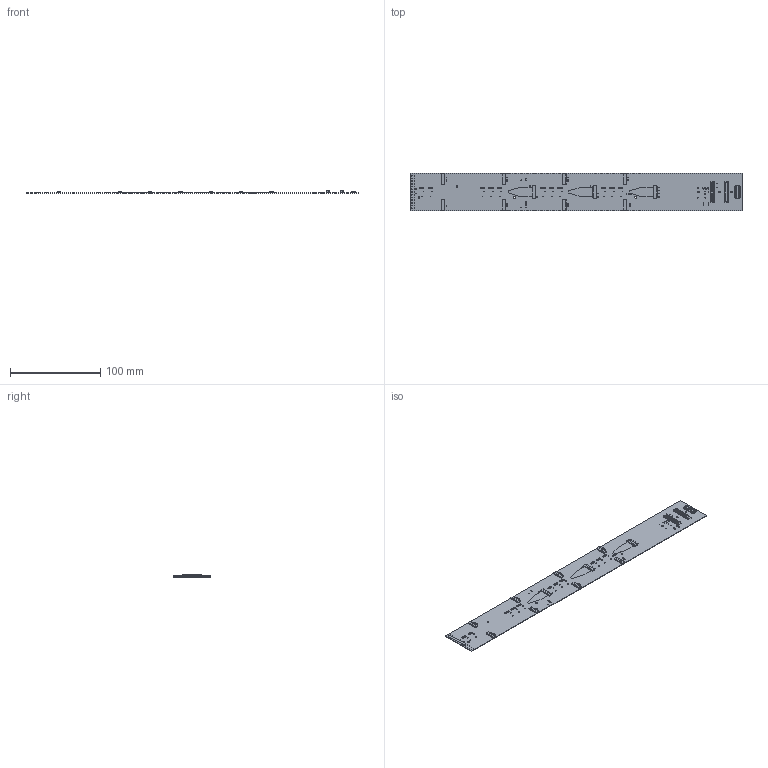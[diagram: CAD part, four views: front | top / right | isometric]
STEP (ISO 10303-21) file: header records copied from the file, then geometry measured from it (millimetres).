
FILE_DESCRIPTION(('Open CASCADE Model'),'2;1');
FILE_NAME('Open CASCADE Shape Model','2015-12-21T11:12:17',('Author'),( 'Open CASCADE'),'Open CASCADE STEP processor 6.5','Open CASCADE 6.5' ,'Unknown');
FILE_SCHEMA(('AUTOMOTIVE_DESIGN { 1 0 10303 214 1 1 1 1 }'));
Length unit declared in the file: millimetre
Products named in the file (145): PCB; BoardCB_L1&L2_S1_v1.3.1; C26CB_L1&L2_S1_v1.3.1; 0402-C; C65CB_L1&L2_S1_v1.3.1; C66CB_L1&L2_S1_v1.3.1; C56CB_L1&L2_S1_v1.3.1; C46CB_L1&L2_S1_v1.3.1; C51CB_L1&L2_S1_v1.3.1; C41CB_L1&L2_S1_v1.3.1; C45CB_L1&L2_S1_v1.3.1; C40CB_L1&L2_S1_v1.3.1; C55CB_L1&L2_S1_v1.3.1; C54CB_L1&L2_S1_v1.3.1; C50CB_L1&L2_S1_v1.3.1; C49CB_L1&L2_S1_v1.3.1; R50CB_L1&L2_S1_v1.3.1; 0402-R; R49CB_L1&L2_S1_v1.3.1; R46CB_L1&L2_S1_v1.3.1; R45CB_L1&L2_S1_v1.3.1; R48CB_L1&L2_S1_v1.3.1; R47CB_L1&L2_S1_v1.3.1; CON211CB_L1&L2_S1_v1.3.1; Molex_502598-3393-simplified; C12CB_L1&L2_S1_v1.3.1; C11CB_L1&L2_S1_v1.3.1; C10CB_L1&L2_S1_v1.3.1; C9CB_L1&L2_S1_v1.3.1; C8CB_L1&L2_S1_v1.3.1; C7CB_L1&L2_S1_v1.3.1; C6CB_L1&L2_S1_v1.3.1; C5CB_L1&L2_S1_v1.3.1; C4CB_L1&L2_S1_v1.3.1; C3CB_L1&L2_S1_v1.3.1; C2CB_L1&L2_S1_v1.3.1; C1CB_L1&L2_S1_v1.3.1; CON1CB_L1&L2_S1_v1.3.1; Molex_53748-0808-simplified; CON2CB_L1&L2_S1_v1.3.1 ...
Assembly tree (270 placements, depth 4):
  PCB
    BoardCB_L1&L2_S1_v1.3.1
    C26CB_L1&L2_S1_v1.3.1
      0402-C
    C65CB_L1&L2_S1_v1.3.1
      0402-C
    C66CB_L1&L2_S1_v1.3.1
      0402-C
    C56CB_L1&L2_S1_v1.3.1
      0402-C
    C46CB_L1&L2_S1_v1.3.1
      0402-C
    C51CB_L1&L2_S1_v1.3.1
      0402-C
    C41CB_L1&L2_S1_v1.3.1
      0402-C
    C45CB_L1&L2_S1_v1.3.1
      0402-C
    C40CB_L1&L2_S1_v1.3.1
      0402-C
    C55CB_L1&L2_S1_v1.3.1
      0402-C
    C54CB_L1&L2_S1_v1.3.1
      0402-C
    C50CB_L1&L2_S1_v1.3.1
      0402-C
    C49CB_L1&L2_S1_v1.3.1
      0402-C
    R50CB_L1&L2_S1_v1.3.1
      0402-R
    R49CB_L1&L2_S1_v1.3.1
      0402-R
    R46CB_L1&L2_S1_v1.3.1
      0402-R
    R45CB_L1&L2_S1_v1.3.1
      0402-R
    R48CB_L1&L2_S1_v1.3.1
      0402-R
    R47CB_L1&L2_S1_v1.3.1
      0402-R
    CON211CB_L1&L2_S1_v1.3.1
      Molex_502598-3393-simplified
    C12CB_L1&L2_S1_v1.3.1
      0402-C
    C11CB_L1&L2_S1_v1.3.1
      0402-C
    C10CB_L1&L2_S1_v1.3.1
      0402-C
    C9CB_L1&L2_S1_v1.3.1
      0402-C
    C8CB_L1&L2_S1_v1.3.1
      0402-C
    C7CB_L1&L2_S1_v1.3.1
      0402-C
    C6CB_L1&L2_S1_v1.3.1
      0402-C
    C5CB_L1&L2_S1_v1.3.1
      0402-C
    C4CB_L1&L2_S1_v1.3.1
      0402-C
Bounding box: 367 x 41 x 3.02 mm (x, y, z)
Volume: 9911.6 mm3; surface area: 35309 mm2
Topology: 135 solids, 135 shells, 8018 faces, 20145 edges, 12206 vertices
Faces by surface type: plane 6089, cylinder 1393, sphere 536
Full cylindrical faces by diameter (mm): 0.7 x46, 2 x6, 2.05 x1
Entity records: 83670 total; most frequent: CARTESIAN_POINT 14495, DIRECTION 12471, LINE 9279, VECTOR 9279, ORIENTED_EDGE 6434, PCURVE 6434, DEFINITIONAL_REPRESENTATION 6434, EDGE_CURVE 3217
